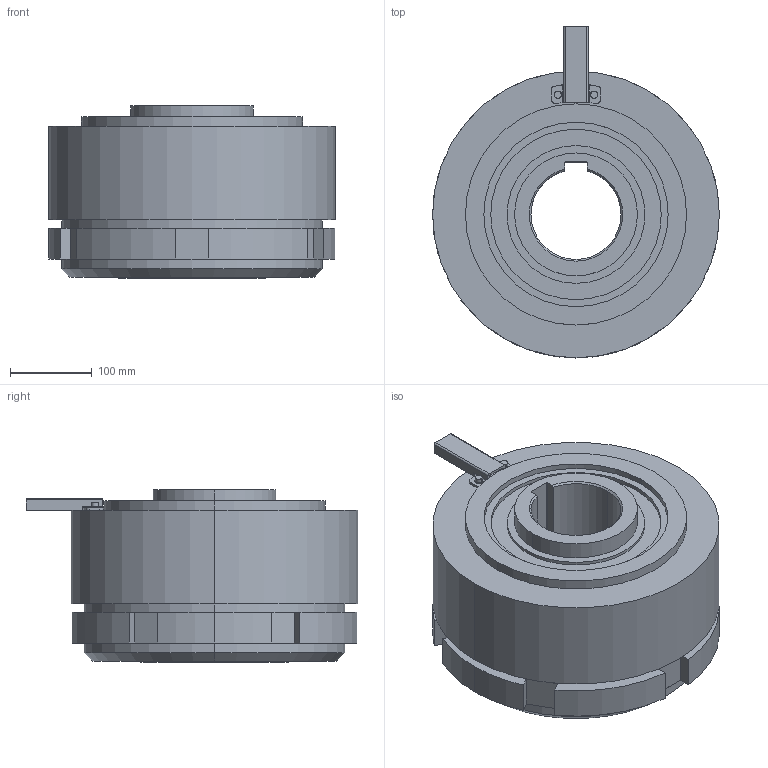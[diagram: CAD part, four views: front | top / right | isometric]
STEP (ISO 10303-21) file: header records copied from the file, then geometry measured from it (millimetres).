
FILE_DESCRIPTION (( 'STEP AP203' ), '1' );
FILE_NAME ('MDC 320_23701500_乾式多板電磁クラッチ組立.STEP', '2016-03-28T04:25:03', ( ' ' ), ( '' ), 'SwSTEP 2.0', 'SolidWorks 2009', '' );
FILE_SCHEMA (( 'CONFIG_CONTROL_DESIGN' ));
Length unit declared in the file: millimetre
Products named in the file (1): MDC 320_23701500_乾式多板電磁クラッチ組立
Bounding box: 350 x 405 x 210 mm (x, y, z)
Volume: 15353633.6 mm3; surface area: 742805.2 mm2
Topology: 2 solids, 5 shells, 188 faces, 447 edges, 294 vertices
Faces by surface type: cylinder 104, plane 72, cone 10, torus 2
Entity records: 5650 total; most frequent: DIRECTION 1035, CARTESIAN_POINT 998, ORIENTED_EDGE 894, EDGE_CURVE 447, AXIS2_PLACEMENT_3D 407, VERTEX_POINT 294, VECTOR 221, LINE 221
